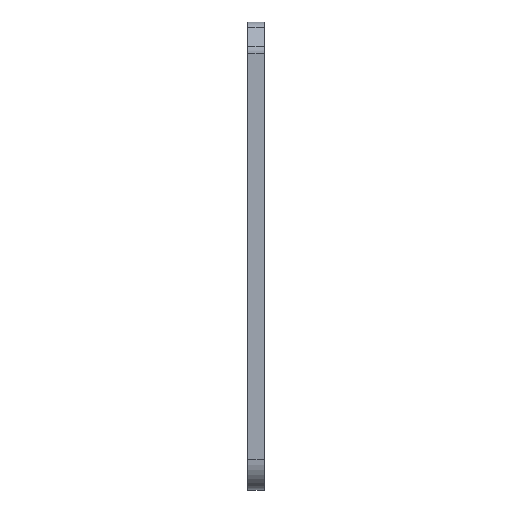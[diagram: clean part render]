
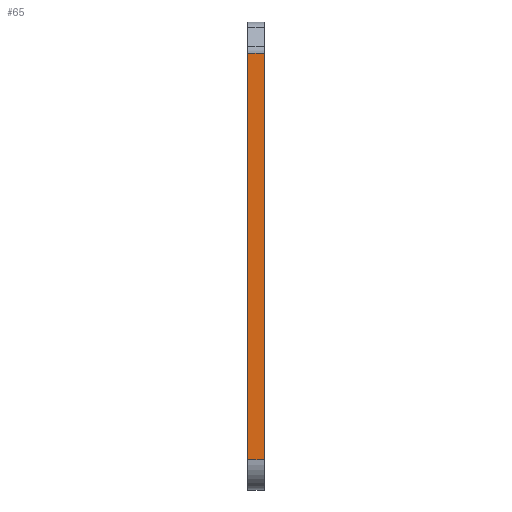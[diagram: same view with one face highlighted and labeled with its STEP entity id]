
A CAD part, top view. The second image highlights one B-rep face of the part: STEP entity #65.
In plain terms, the highlighted planar face has unit normal (0, 0, 1).
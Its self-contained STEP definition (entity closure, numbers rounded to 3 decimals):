
#65=ADVANCED_FACE('',(#124),#125,.T.);
#124=FACE_OUTER_BOUND('',#202,.T.);
#125=PLANE('',#203);
#202=EDGE_LOOP('',(#408,#409,#410,#411));
#203=AXIS2_PLACEMENT_3D('',#412,#413,#414);
#408=ORIENTED_EDGE('',*,*,#654,.F.);
#409=ORIENTED_EDGE('',*,*,#655,.F.);
#410=ORIENTED_EDGE('',*,*,#656,.F.);
#411=ORIENTED_EDGE('',*,*,#598,.T.);
#412=CARTESIAN_POINT('',(-2.2,10.78,38.2));
#413=DIRECTION('',(0.,0.,1.0));
#414=DIRECTION('',(1.0,0.0,0.));
#598=EDGE_CURVE('',#727,#725,#728,.T.);
#654=EDGE_CURVE('',#819,#725,#821,.T.);
#655=EDGE_CURVE('',#822,#819,#823,.T.);
#656=EDGE_CURVE('',#727,#822,#824,.T.);
#725=VERTEX_POINT('',#917);
#727=VERTEX_POINT('',#919);
#728=LINE('',#920,#921);
#819=VERTEX_POINT('',#1046);
#821=LINE('',#1048,#1049);
#822=VERTEX_POINT('',#1050);
#823=LINE('',#1051,#1052);
#824=LINE('',#1053,#1054);
#917=CARTESIAN_POINT('',(-2.2,10.78,38.2));
#919=CARTESIAN_POINT('',(-2.2,65.195,38.2));
#920=CARTESIAN_POINT('',(-2.2,65.195,38.2));
#921=VECTOR('',#1168,54.415);
#1046=CARTESIAN_POINT('',(0.,10.78,38.2));
#1048=CARTESIAN_POINT('',(0.,10.78,38.2));
#1049=VECTOR('',#1266,2.2);
#1050=CARTESIAN_POINT('',(0.,65.195,38.2));
#1051=CARTESIAN_POINT('',(0.,65.195,38.2));
#1052=VECTOR('',#1267,54.415);
#1053=CARTESIAN_POINT('',(-2.2,65.195,38.2));
#1054=VECTOR('',#1268,2.2);
#1168=DIRECTION('',(0.,-1.0,0.));
#1266=DIRECTION('',(-1.0,0.0,0.));
#1267=DIRECTION('',(0.,-1.0,0.));
#1268=DIRECTION('',(1.0,0.0,0.));
